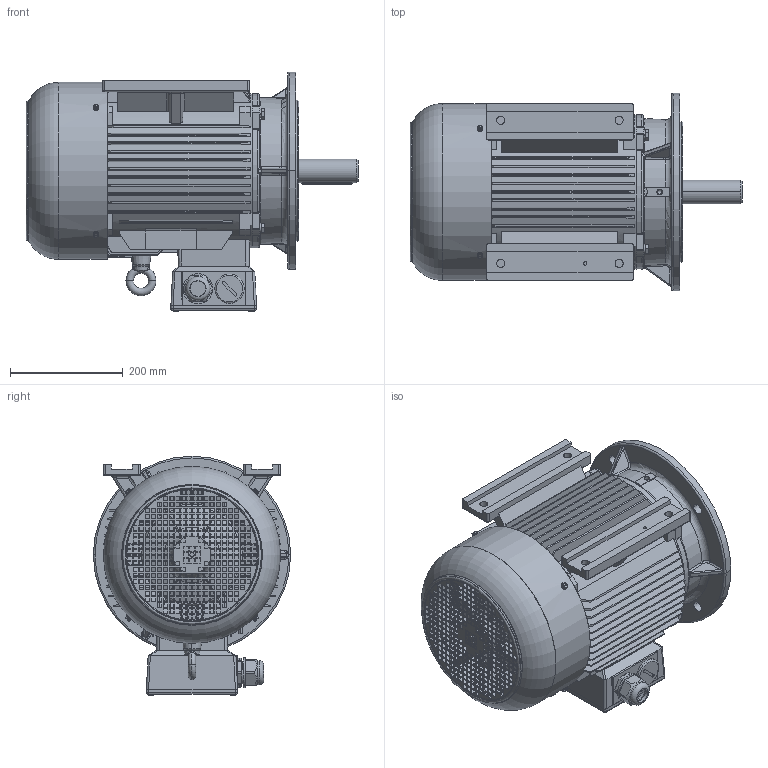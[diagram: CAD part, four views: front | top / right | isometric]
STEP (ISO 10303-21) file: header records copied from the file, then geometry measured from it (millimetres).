
FILE_DESCRIPTION(/* description */ (''),/* implementation_level */ '2;1');
FILE_NAME(/* name */ 'JM3-160M-B35.stp',/* time_stamp */ '2014-10-07T10:10:36+08:00',/* author */ (''),/* organization */ (''),/* preprocessor_version */ 'ST-DEVELOPER v14',/* originating_system */ 'SIEMENS PLM Software NX 8.0',/* authorisation */ '');
FILE_SCHEMA (('AUTOMOTIVE_DESIGN { 1 0 10303 214 3 1 1 1 }'));
Length unit declared in the file: millimetre
Products named in the file (1): jl0D7857331xlg
Bounding box: 589 x 350 x 425 mm (x, y, z)
Volume: 8892543.9 mm3; surface area: 2579597.4 mm2
Topology: 60 solids, 60 shells, 4299 faces, 11328 edges, 7272 vertices
Faces by surface type: plane 2377, cylinder 967, torus 350, cone 306, bspline 278, sphere 21
Full cylindrical faces by diameter (mm): 2 x1, 4.48 x8, 5 x8, 5.3 x4, 5.35 x8, 6 x8, 7 x8, 8 x1, 9.026 x8, 10 x15, 11.2 x8, 16 x1, 27.5 x1, 32.5 x3, 37.5 x5, 38.2 x1, 38.75 x6, 40 x7, 41.25 x6, 43.125 x1, 52 x1, 53.125 x1, 65 x1, 66 x1, 235 x1, 311 x1, 314 x1
Entity records: 151751 total; most frequent: CARTESIAN_POINT 45127, ORIENTED_EDGE 21946, DIRECTION 20254, EDGE_CURVE 10973, VERTEX_POINT 7159, AXIS2_PLACEMENT_3D 6814, LINE 6626, VECTOR 6626
